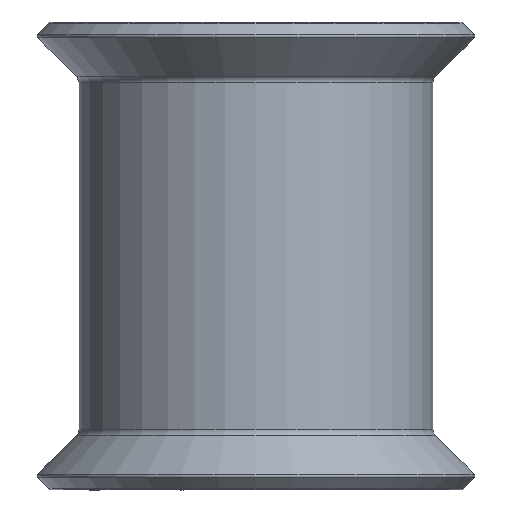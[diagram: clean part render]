
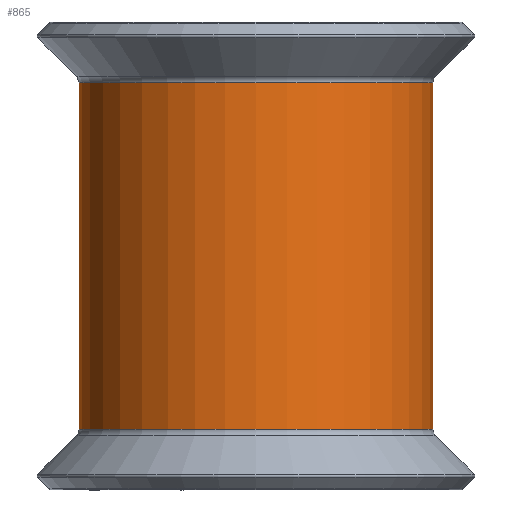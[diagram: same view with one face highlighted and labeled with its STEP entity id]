
A CAD part, front view. The second image highlights one B-rep face of the part: STEP entity #865.
In plain terms, the highlighted cylindrical face has radius 5.397 mm (diameter 10.795 mm), a partial arc.
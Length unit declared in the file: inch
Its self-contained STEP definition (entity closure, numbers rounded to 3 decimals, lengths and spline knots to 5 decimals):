
#49 = EDGE_LOOP ( 'NONE', ( #1370, #1277, #921, #375 ) ) ;
#170 = VERTEX_POINT ( 'NONE', #2308 ) ;
#193 = EDGE_CURVE ( 'NONE', #170, #1378, #787, .T. ) ;
#227 = CARTESIAN_POINT ( 'NONE',  ( -0.025, -0.594, -0.20822 ) ) ;
#375 = ORIENTED_EDGE ( 'NONE', *, *, #2675, .T. ) ;
#378 = CARTESIAN_POINT ( 'NONE',  ( 0.1875, -0.594, 0.20822 ) ) ;
#391 = AXIS2_PLACEMENT_3D ( 'NONE', #1782, #479, #1990 ) ;
#393 = VECTOR ( 'NONE', #542, 39.37008 ) ;
#448 = CIRCLE ( 'NONE', #2271, 0.2125 ) ;
#479 = DIRECTION ( 'NONE',  ( 0., 0., -1. ) ) ;
#542 = DIRECTION ( 'NONE',  ( 0., 0., -1. ) ) ;
#596 = DIRECTION ( 'NONE',  ( -1., 0., 0. ) ) ;
#636 = CARTESIAN_POINT ( 'NONE',  ( 0.1875, -0.3815, 0.20822 ) ) ;
#681 = DIRECTION ( 'NONE',  ( 0., 0., -1. ) ) ;
#787 = LINE ( 'NONE', #1535, #1856 ) ;
#865 = ADVANCED_FACE ( 'NONE', ( #2004 ), #2520, .T. ) ;
#921 = ORIENTED_EDGE ( 'NONE', *, *, #1094, .F. ) ;
#925 = DIRECTION ( 'NONE',  ( -1., 0., 0. ) ) ;
#1094 = EDGE_CURVE ( 'NONE', #1155, #2585, #1525, .T. ) ;
#1155 = VERTEX_POINT ( 'NONE', #636 ) ;
#1232 = CARTESIAN_POINT ( 'NONE',  ( 0.1875, -0.594, 0.281 ) ) ;
#1277 = ORIENTED_EDGE ( 'NONE', *, *, #2438, .F. ) ;
#1370 = ORIENTED_EDGE ( 'NONE', *, *, #193, .T. ) ;
#1378 = VERTEX_POINT ( 'NONE', #227 ) ;
#1407 = CARTESIAN_POINT ( 'NONE',  ( 0.1875, -0.3815, -0.20822 ) ) ;
#1525 = LINE ( 'NONE', #1618, #393 ) ;
#1535 = CARTESIAN_POINT ( 'NONE',  ( -0.025, -0.594, 0.281 ) ) ;
#1618 = CARTESIAN_POINT ( 'NONE',  ( 0.1875, -0.3815, 0.281 ) ) ;
#1782 = CARTESIAN_POINT ( 'NONE',  ( 0.1875, -0.594, -0.20822 ) ) ;
#1827 = AXIS2_PLACEMENT_3D ( 'NONE', #1232, #2214, #925 ) ;
#1856 = VECTOR ( 'NONE', #681, 39.37008 ) ;
#1886 = DIRECTION ( 'NONE',  ( 0., 0., -1. ) ) ;
#1990 = DIRECTION ( 'NONE',  ( -1., 0., 0. ) ) ;
#2004 = FACE_OUTER_BOUND ( 'NONE', #49, .T. ) ;
#2214 = DIRECTION ( 'NONE',  ( 0., 0., -1. ) ) ;
#2271 = AXIS2_PLACEMENT_3D ( 'NONE', #378, #1886, #596 ) ;
#2308 = CARTESIAN_POINT ( 'NONE',  ( -0.025, -0.594, 0.20822 ) ) ;
#2438 = EDGE_CURVE ( 'NONE', #2585, #1378, #2747, .T. ) ;
#2520 = CYLINDRICAL_SURFACE ( 'NONE', #1827, 0.2125 ) ;
#2585 = VERTEX_POINT ( 'NONE', #1407 ) ;
#2675 = EDGE_CURVE ( 'NONE', #1155, #170, #448, .T. ) ;
#2747 = CIRCLE ( 'NONE', #391, 0.2125 ) ;
